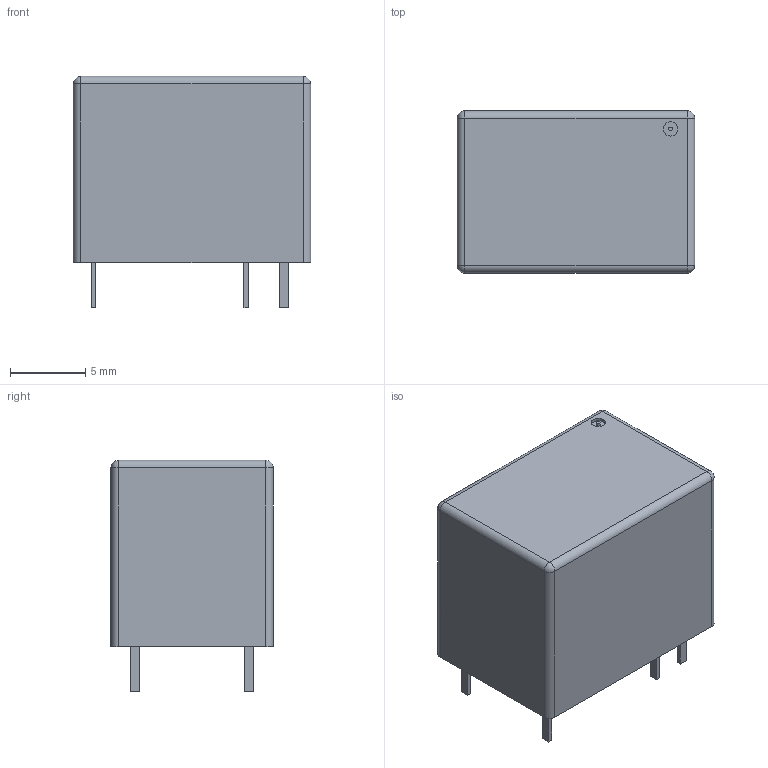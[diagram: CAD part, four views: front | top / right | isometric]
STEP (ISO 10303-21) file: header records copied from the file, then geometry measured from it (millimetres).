
FILE_DESCRIPTION (( 'STEP AP214' ), '1' );
FILE_NAME ('RELAY-TH_SRS-12VDC-SL.step', '2022-07-09T14:11:30', ( '' ), ( '' ), 'SwSTEP 2.0', 'SolidWorks 2020', '' );
FILE_SCHEMA (( 'AUTOMOTIVE_DESIGN' ));
Length unit declared in the file: millimetre
Products named in the file (1): RELAY-TH_SRS-12VDC-SL
Bounding box: 15.8 x 10.81 x 15.4 mm (x, y, z)
Volume: 2112.8 mm3; surface area: 1017.9 mm2
Topology: 1 solids, 1 shells, 337 faces, 895 edges, 590 vertices
Faces by surface type: plane 209, bspline 112, cylinder 12, sphere 4
Entity records: 14309 total; most frequent: CARTESIAN_POINT 3923, ORIENTED_EDGE 1782, DIRECTION 1139, EDGE_CURVE 891, VECTOR 639, LINE 639, VERTEX_POINT 590, EDGE_LOOP 371
